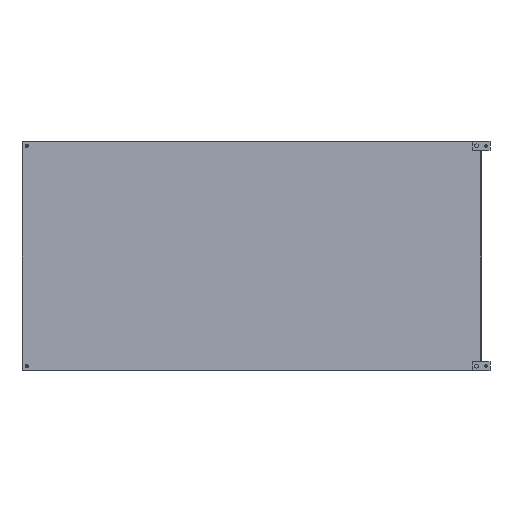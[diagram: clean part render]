
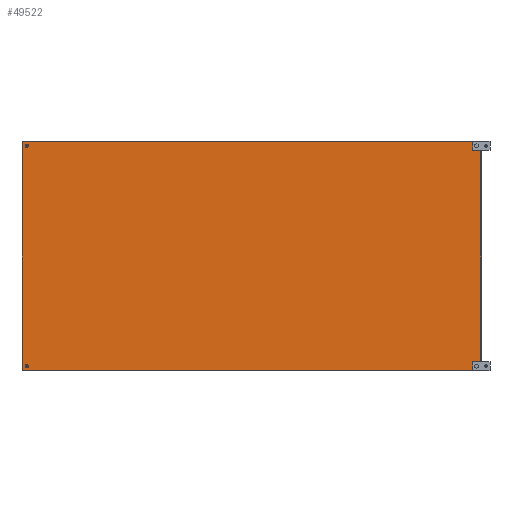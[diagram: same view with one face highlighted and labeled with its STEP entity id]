
A CAD part, left-side view. The second image highlights one B-rep face of the part: STEP entity #49522.
In plain terms, the highlighted face is planar.
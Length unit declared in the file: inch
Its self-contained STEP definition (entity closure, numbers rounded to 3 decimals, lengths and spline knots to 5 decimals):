
#1718 = PLANE ( 'NONE',  #69228 ) ;
#2005 = DIRECTION ( 'NONE',  ( 0., 0., 1. ) ) ;
#3554 = ORIENTED_EDGE ( 'NONE', *, *, #166823, .T. ) ;
#5299 = FACE_BOUND ( 'NONE', #14732, .T. ) ;
#6108 = CARTESIAN_POINT ( 'NONE',  ( 17.92789, 0., 35.928 ) ) ;
#6434 = CARTESIAN_POINT ( 'NONE',  ( 0., 0., -35.92789 ) ) ;
#11198 = CARTESIAN_POINT ( 'NONE',  ( 0., 0., 35.892 ) ) ;
#11786 = DIRECTION ( 'NONE',  ( 0., -1., 0. ) ) ;
#12312 = VERTEX_POINT ( 'NONE', #120414 ) ;
#14696 = VERTEX_POINT ( 'NONE', #140644 ) ;
#14732 = EDGE_LOOP ( 'NONE', ( #130575, #157926 ) ) ;
#21143 = CARTESIAN_POINT ( 'NONE',  ( -17.24989, 0., 35.25 ) ) ;
#21504 = DIRECTION ( 'NONE',  ( 0., 0., 1. ) ) ;
#22335 = AXIS2_PLACEMENT_3D ( 'NONE', #26253, #174925, #92744 ) ;
#23657 = AXIS2_PLACEMENT_3D ( 'NONE', #103526, #118496, #21504 ) ;
#24575 = FACE_OUTER_BOUND ( 'NONE', #99410, .T. ) ;
#25629 = CARTESIAN_POINT ( 'NONE',  ( -17.24989, 0., -35.25 ) ) ;
#26253 = CARTESIAN_POINT ( 'NONE',  ( 17.24989, 0., 35.25 ) ) ;
#26669 = CARTESIAN_POINT ( 'NONE',  ( -17.24989, 0., -35. ) ) ;
#31194 = CIRCLE ( 'NONE', #22335, 0.25 ) ;
#34272 = DIRECTION ( 'NONE',  ( 0., 0., 1. ) ) ;
#34295 = EDGE_CURVE ( 'NONE', #12312, #141318, #175272, .T. ) ;
#36710 = DIRECTION ( 'NONE',  ( 0., 0., 1. ) ) ;
#40668 = DIRECTION ( 'NONE',  ( 0., 0., 1. ) ) ;
#42495 = VERTEX_POINT ( 'NONE', #58537 ) ;
#42526 = CIRCLE ( 'NONE', #66725, 0.25 ) ;
#43080 = EDGE_CURVE ( 'NONE', #113587, #86408, #81668, .T. ) ;
#43661 = DIRECTION ( 'NONE',  ( 0., 1., 0. ) ) ;
#46314 = DIRECTION ( 'NONE',  ( 0., 0., -1. ) ) ;
#47847 = AXIS2_PLACEMENT_3D ( 'NONE', #152093, #165336, #40668 ) ;
#49522 = ADVANCED_FACE ( 'NONE', ( #24575, #93130, #61065, #5299, #56770 ), #1718, .T. ) ;
#50979 = AXIS2_PLACEMENT_3D ( 'NONE', #112939, #154368, #86518 ) ;
#51209 = VERTEX_POINT ( 'NONE', #166337 ) ;
#53835 = DIRECTION ( 'NONE',  ( 1., 0., 0. ) ) ;
#56770 = FACE_BOUND ( 'NONE', #175088, .T. ) ;
#58537 = CARTESIAN_POINT ( 'NONE',  ( -17.92789, 0., 35.892 ) ) ;
#60068 = EDGE_LOOP ( 'NONE', ( #107399, #93476 ) ) ;
#60719 = VERTEX_POINT ( 'NONE', #156154 ) ;
#60836 = CIRCLE ( 'NONE', #135947, 0.25 ) ;
#61065 = FACE_BOUND ( 'NONE', #128331, .T. ) ;
#61318 = DIRECTION ( 'NONE',  ( 0., -1., 0. ) ) ;
#62759 = DIRECTION ( 'NONE',  ( -1., 0., 0. ) ) ;
#66265 = VECTOR ( 'NONE', #53835, 39.37008 ) ;
#66725 = AXIS2_PLACEMENT_3D ( 'NONE', #25629, #11786, #149105 ) ;
#67016 = EDGE_CURVE ( 'NONE', #167300, #162471, #96161, .T. ) ;
#67069 = LINE ( 'NONE', #168022, #79998 ) ;
#68882 = CARTESIAN_POINT ( 'NONE',  ( -17.24989, 0., -35.5 ) ) ;
#69228 = AXIS2_PLACEMENT_3D ( 'NONE', #86106, #43661, #84909 ) ;
#78762 = VECTOR ( 'NONE', #46314, 39.37008 ) ;
#79717 = VECTOR ( 'NONE', #62759, 39.37008 ) ;
#79998 = VECTOR ( 'NONE', #2005, 39.37008 ) ;
#81452 = ORIENTED_EDGE ( 'NONE', *, *, #34295, .T. ) ;
#81668 = CIRCLE ( 'NONE', #50979, 0.25 ) ;
#81708 = CARTESIAN_POINT ( 'NONE',  ( -17.24989, 0., 35. ) ) ;
#83905 = EDGE_CURVE ( 'NONE', #141318, #100704, #114100, .T. ) ;
#83974 = CARTESIAN_POINT ( 'NONE',  ( -17.24989, 0., 35.5 ) ) ;
#84909 = DIRECTION ( 'NONE',  ( 0., 0., 1. ) ) ;
#86106 = CARTESIAN_POINT ( 'NONE',  ( 0., 0., 0. ) ) ;
#86408 = VERTEX_POINT ( 'NONE', #68882 ) ;
#86518 = DIRECTION ( 'NONE',  ( 0., 0., 1. ) ) ;
#88688 = DIRECTION ( 'NONE',  ( 0., -1., 0. ) ) ;
#92744 = DIRECTION ( 'NONE',  ( 0., 0., 1. ) ) ;
#93130 = FACE_BOUND ( 'NONE', #60068, .T. ) ;
#93140 = ORIENTED_EDGE ( 'NONE', *, *, #83905, .T. ) ;
#93476 = ORIENTED_EDGE ( 'NONE', *, *, #95324, .T. ) ;
#95324 = EDGE_CURVE ( 'NONE', #162471, #167300, #177480, .T. ) ;
#96161 = CIRCLE ( 'NONE', #170877, 0.25 ) ;
#98408 = LINE ( 'NONE', #11198, #66265 ) ;
#99216 = EDGE_CURVE ( 'NONE', #86408, #113587, #42526, .T. ) ;
#99410 = EDGE_LOOP ( 'NONE', ( #93140, #101511, #149524, #81452 ) ) ;
#100704 = VERTEX_POINT ( 'NONE', #110966 ) ;
#101511 = ORIENTED_EDGE ( 'NONE', *, *, #159666, .T. ) ;
#103526 = CARTESIAN_POINT ( 'NONE',  ( 17.24989, 0., -35.25 ) ) ;
#107399 = ORIENTED_EDGE ( 'NONE', *, *, #67016, .T. ) ;
#110966 = CARTESIAN_POINT ( 'NONE',  ( -17.92789, 0., -35.92789 ) ) ;
#112939 = CARTESIAN_POINT ( 'NONE',  ( -17.24989, 0., -35.25 ) ) ;
#113587 = VERTEX_POINT ( 'NONE', #26669 ) ;
#114041 = CARTESIAN_POINT ( 'NONE',  ( 17.24989, 0., 35. ) ) ;
#114100 = LINE ( 'NONE', #6434, #79717 ) ;
#117385 = EDGE_CURVE ( 'NONE', #42495, #12312, #98408, .T. ) ;
#118179 = CIRCLE ( 'NONE', #119997, 0.25 ) ;
#118496 = DIRECTION ( 'NONE',  ( 0., -1., 0. ) ) ;
#119916 = CARTESIAN_POINT ( 'NONE',  ( 17.24989, 0., 35.25 ) ) ;
#119997 = AXIS2_PLACEMENT_3D ( 'NONE', #172076, #88688, #34272 ) ;
#120414 = CARTESIAN_POINT ( 'NONE',  ( 17.92789, 0., 35.892 ) ) ;
#126130 = EDGE_CURVE ( 'NONE', #60719, #139553, #60836, .T. ) ;
#128331 = EDGE_LOOP ( 'NONE', ( #166637, #154824 ) ) ;
#128590 = ORIENTED_EDGE ( 'NONE', *, *, #175190, .T. ) ;
#130575 = ORIENTED_EDGE ( 'NONE', *, *, #43080, .T. ) ;
#132540 = EDGE_CURVE ( 'NONE', #139553, #60719, #31194, .T. ) ;
#133190 = DIRECTION ( 'NONE',  ( 0., 0., 1. ) ) ;
#135947 = AXIS2_PLACEMENT_3D ( 'NONE', #119916, #160793, #133190 ) ;
#139553 = VERTEX_POINT ( 'NONE', #114041 ) ;
#140644 = CARTESIAN_POINT ( 'NONE',  ( 17.24989, 0., -35. ) ) ;
#141318 = VERTEX_POINT ( 'NONE', #169462 ) ;
#145075 = CIRCLE ( 'NONE', #23657, 0.25 ) ;
#149105 = DIRECTION ( 'NONE',  ( 0., 0., 1. ) ) ;
#149524 = ORIENTED_EDGE ( 'NONE', *, *, #117385, .T. ) ;
#152093 = CARTESIAN_POINT ( 'NONE',  ( -17.24989, 0., 35.25 ) ) ;
#154368 = DIRECTION ( 'NONE',  ( 0., -1., 0. ) ) ;
#154824 = ORIENTED_EDGE ( 'NONE', *, *, #132540, .T. ) ;
#156154 = CARTESIAN_POINT ( 'NONE',  ( 17.24989, 0., 35.5 ) ) ;
#157926 = ORIENTED_EDGE ( 'NONE', *, *, #99216, .T. ) ;
#159666 = EDGE_CURVE ( 'NONE', #100704, #42495, #67069, .T. ) ;
#160793 = DIRECTION ( 'NONE',  ( 0., -1., 0. ) ) ;
#162471 = VERTEX_POINT ( 'NONE', #81708 ) ;
#165336 = DIRECTION ( 'NONE',  ( 0., -1., 0. ) ) ;
#166337 = CARTESIAN_POINT ( 'NONE',  ( 17.24989, 0., -35.5 ) ) ;
#166637 = ORIENTED_EDGE ( 'NONE', *, *, #126130, .T. ) ;
#166823 = EDGE_CURVE ( 'NONE', #51209, #14696, #118179, .T. ) ;
#167300 = VERTEX_POINT ( 'NONE', #83974 ) ;
#168022 = CARTESIAN_POINT ( 'NONE',  ( -17.92789, 0., 35.928 ) ) ;
#169462 = CARTESIAN_POINT ( 'NONE',  ( 17.92789, 0., -35.92789 ) ) ;
#170877 = AXIS2_PLACEMENT_3D ( 'NONE', #21143, #61318, #36710 ) ;
#172076 = CARTESIAN_POINT ( 'NONE',  ( 17.24989, 0., -35.25 ) ) ;
#174925 = DIRECTION ( 'NONE',  ( 0., -1., 0. ) ) ;
#175088 = EDGE_LOOP ( 'NONE', ( #128590, #3554 ) ) ;
#175190 = EDGE_CURVE ( 'NONE', #14696, #51209, #145075, .T. ) ;
#175272 = LINE ( 'NONE', #6108, #78762 ) ;
#177480 = CIRCLE ( 'NONE', #47847, 0.25 ) ;
